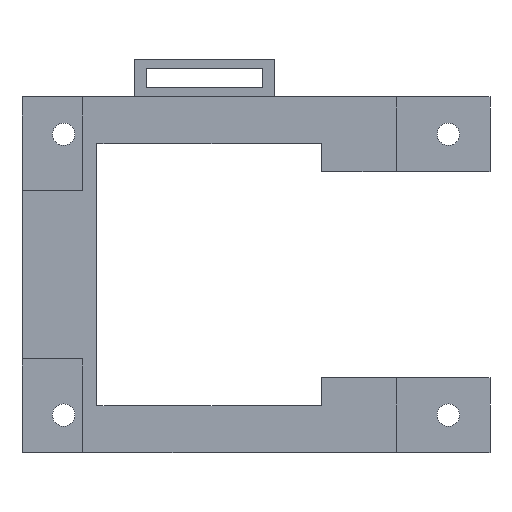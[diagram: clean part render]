
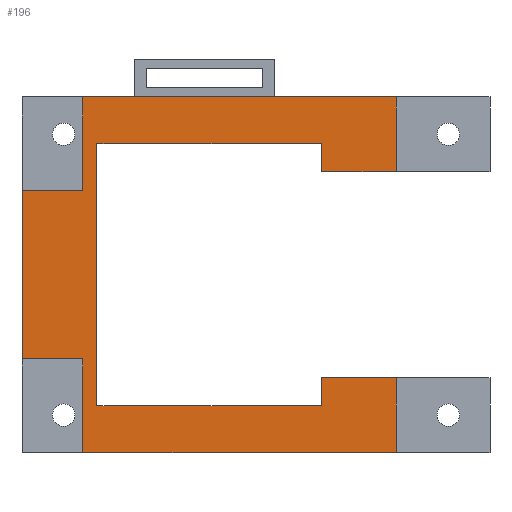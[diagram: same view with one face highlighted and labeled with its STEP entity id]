
A CAD part, front view. The second image highlights one B-rep face of the part: STEP entity #196.
In plain terms, the highlighted planar face has unit normal (0, -1, 0).
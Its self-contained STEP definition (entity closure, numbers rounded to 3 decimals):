
#77 = VERTEX_POINT('',#78);
#78 = CARTESIAN_POINT('',(6.5,-4.,0.));
#84 = EDGE_CURVE('',#77,#85,#87,.T.);
#85 = VERTEX_POINT('',#86);
#86 = CARTESIAN_POINT('',(40.,-4.,0.));
#87 = LINE('',#88,#89);
#88 = CARTESIAN_POINT('',(0.,-4.,0.));
#89 = VECTOR('',#90,1.);
#90 = DIRECTION('',(1.,0.,0.));
#133 = VERTEX_POINT('',#134);
#134 = CARTESIAN_POINT('',(0.,-4.,28.));
#140 = EDGE_CURVE('',#133,#141,#143,.T.);
#141 = VERTEX_POINT('',#142);
#142 = CARTESIAN_POINT('',(0.,-4.,10.));
#143 = LINE('',#144,#145);
#144 = CARTESIAN_POINT('',(0.,-4.,38.));
#145 = VECTOR('',#146,1.);
#146 = DIRECTION('',(0.,0.,-1.));
#196 = ADVANCED_FACE('',(#197),#325,.F.);
#197 = FACE_BOUND('',#198,.F.);
#198 = EDGE_LOOP('',(#199,#200,#208,#214,#215,#223,#231,#239,#247,#255,
    #263,#271,#279,#287,#295,#303,#311,#319));
#199 = ORIENTED_EDGE('',*,*,#84,.F.);
#200 = ORIENTED_EDGE('',*,*,#201,.F.);
#201 = EDGE_CURVE('',#202,#77,#204,.T.);
#202 = VERTEX_POINT('',#203);
#203 = CARTESIAN_POINT('',(6.5,-4.,10.));
#204 = LINE('',#205,#206);
#205 = CARTESIAN_POINT('',(6.5,-4.,10.));
#206 = VECTOR('',#207,1.);
#207 = DIRECTION('',(0.,0.,-1.));
#208 = ORIENTED_EDGE('',*,*,#209,.F.);
#209 = EDGE_CURVE('',#141,#202,#210,.T.);
#210 = LINE('',#211,#212);
#211 = CARTESIAN_POINT('',(0.,-4.,10.));
#212 = VECTOR('',#213,1.);
#213 = DIRECTION('',(1.,0.,0.));
#214 = ORIENTED_EDGE('',*,*,#140,.F.);
#215 = ORIENTED_EDGE('',*,*,#216,.T.);
#216 = EDGE_CURVE('',#133,#217,#219,.T.);
#217 = VERTEX_POINT('',#218);
#218 = CARTESIAN_POINT('',(6.5,-4.,28.));
#219 = LINE('',#220,#221);
#220 = CARTESIAN_POINT('',(0.,-4.,28.));
#221 = VECTOR('',#222,1.);
#222 = DIRECTION('',(1.,0.,0.));
#223 = ORIENTED_EDGE('',*,*,#224,.F.);
#224 = EDGE_CURVE('',#225,#217,#227,.T.);
#225 = VERTEX_POINT('',#226);
#226 = CARTESIAN_POINT('',(6.5,-4.,38.));
#227 = LINE('',#228,#229);
#228 = CARTESIAN_POINT('',(6.5,-4.,38.));
#229 = VECTOR('',#230,1.);
#230 = DIRECTION('',(0.,0.,-1.));
#231 = ORIENTED_EDGE('',*,*,#232,.F.);
#232 = EDGE_CURVE('',#233,#225,#235,.T.);
#233 = VERTEX_POINT('',#234);
#234 = CARTESIAN_POINT('',(40.,-4.,38.));
#235 = LINE('',#236,#237);
#236 = CARTESIAN_POINT('',(50.,-4.,38.));
#237 = VECTOR('',#238,1.);
#238 = DIRECTION('',(-1.,0.,0.));
#239 = ORIENTED_EDGE('',*,*,#240,.F.);
#240 = EDGE_CURVE('',#241,#233,#243,.T.);
#241 = VERTEX_POINT('',#242);
#242 = CARTESIAN_POINT('',(40.,-4.,30.));
#243 = LINE('',#244,#245);
#244 = CARTESIAN_POINT('',(40.,-4.,0.));
#245 = VECTOR('',#246,1.);
#246 = DIRECTION('',(0.,0.,1.));
#247 = ORIENTED_EDGE('',*,*,#248,.T.);
#248 = EDGE_CURVE('',#241,#249,#251,.T.);
#249 = VERTEX_POINT('',#250);
#250 = CARTESIAN_POINT('',(32.,-4.,30.));
#251 = LINE('',#252,#253);
#252 = CARTESIAN_POINT('',(37.5,-4.,30.));
#253 = VECTOR('',#254,1.);
#254 = DIRECTION('',(-1.,0.,0.));
#255 = ORIENTED_EDGE('',*,*,#256,.T.);
#256 = EDGE_CURVE('',#249,#257,#259,.T.);
#257 = VERTEX_POINT('',#258);
#258 = CARTESIAN_POINT('',(32.,-4.,33.));
#259 = LINE('',#260,#261);
#260 = CARTESIAN_POINT('',(32.,-4.,12.));
#261 = VECTOR('',#262,1.);
#262 = DIRECTION('',(0.,0.,1.));
#263 = ORIENTED_EDGE('',*,*,#264,.T.);
#264 = EDGE_CURVE('',#257,#265,#267,.T.);
#265 = VERTEX_POINT('',#266);
#266 = CARTESIAN_POINT('',(13.,-4.,33.));
#267 = LINE('',#268,#269);
#268 = CARTESIAN_POINT('',(28.5,-4.,33.));
#269 = VECTOR('',#270,1.);
#270 = DIRECTION('',(-1.,0.,0.));
#271 = ORIENTED_EDGE('',*,*,#272,.T.);
#272 = EDGE_CURVE('',#265,#273,#275,.T.);
#273 = VERTEX_POINT('',#274);
#274 = CARTESIAN_POINT('',(8.,-4.,33.));
#275 = LINE('',#276,#277);
#276 = CARTESIAN_POINT('',(19.,-4.,33.));
#277 = VECTOR('',#278,1.);
#278 = DIRECTION('',(-1.,0.,0.));
#279 = ORIENTED_EDGE('',*,*,#280,.T.);
#280 = EDGE_CURVE('',#273,#281,#283,.T.);
#281 = VERTEX_POINT('',#282);
#282 = CARTESIAN_POINT('',(8.,-4.,5.));
#283 = LINE('',#284,#285);
#284 = CARTESIAN_POINT('',(8.,-4.,26.));
#285 = VECTOR('',#286,1.);
#286 = DIRECTION('',(0.,0.,-1.));
#287 = ORIENTED_EDGE('',*,*,#288,.F.);
#288 = EDGE_CURVE('',#289,#281,#291,.T.);
#289 = VERTEX_POINT('',#290);
#290 = CARTESIAN_POINT('',(13.,-4.,5.));
#291 = LINE('',#292,#293);
#292 = CARTESIAN_POINT('',(19.,-4.,5.));
#293 = VECTOR('',#294,1.);
#294 = DIRECTION('',(-1.,0.,0.));
#295 = ORIENTED_EDGE('',*,*,#296,.T.);
#296 = EDGE_CURVE('',#289,#297,#299,.T.);
#297 = VERTEX_POINT('',#298);
#298 = CARTESIAN_POINT('',(32.,-4.,5.));
#299 = LINE('',#300,#301);
#300 = CARTESIAN_POINT('',(19.,-4.,5.));
#301 = VECTOR('',#302,1.);
#302 = DIRECTION('',(1.,0.,0.));
#303 = ORIENTED_EDGE('',*,*,#304,.T.);
#304 = EDGE_CURVE('',#297,#305,#307,.T.);
#305 = VERTEX_POINT('',#306);
#306 = CARTESIAN_POINT('',(32.,-4.,8.));
#307 = LINE('',#308,#309);
#308 = CARTESIAN_POINT('',(32.,-4.,12.));
#309 = VECTOR('',#310,1.);
#310 = DIRECTION('',(0.,0.,1.));
#311 = ORIENTED_EDGE('',*,*,#312,.T.);
#312 = EDGE_CURVE('',#305,#313,#315,.T.);
#313 = VERTEX_POINT('',#314);
#314 = CARTESIAN_POINT('',(40.,-4.,8.));
#315 = LINE('',#316,#317);
#316 = CARTESIAN_POINT('',(28.5,-4.,8.));
#317 = VECTOR('',#318,1.);
#318 = DIRECTION('',(1.,0.,0.));
#319 = ORIENTED_EDGE('',*,*,#320,.F.);
#320 = EDGE_CURVE('',#85,#313,#321,.T.);
#321 = LINE('',#322,#323);
#322 = CARTESIAN_POINT('',(40.,-4.,0.));
#323 = VECTOR('',#324,1.);
#324 = DIRECTION('',(0.,0.,1.));
#325 = PLANE('',#326);
#326 = AXIS2_PLACEMENT_3D('',#327,#328,#329);
#327 = CARTESIAN_POINT('',(25.,-4.,19.));
#328 = DIRECTION('',(0.,1.,0.));
#329 = DIRECTION('',(0.,0.,1.));
